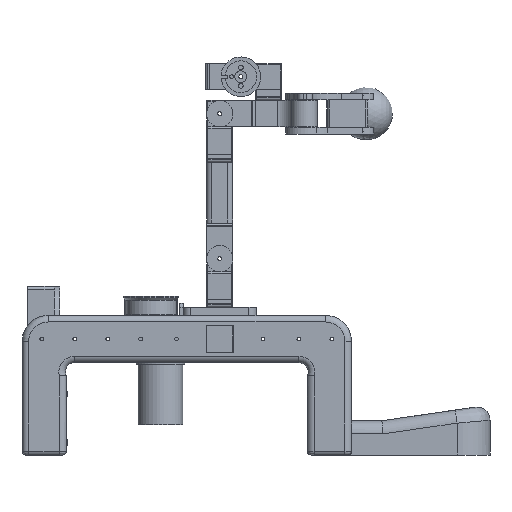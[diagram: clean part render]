
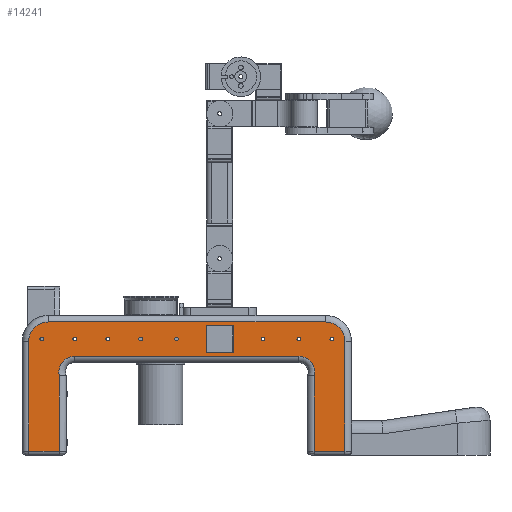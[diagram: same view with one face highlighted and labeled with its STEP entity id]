
A CAD part, front view. The second image highlights one B-rep face of the part: STEP entity #14241.
In plain terms, the highlighted planar face has unit normal (0, -1, 0).
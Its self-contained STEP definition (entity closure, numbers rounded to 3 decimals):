
#294=FACE_BOUND('',#2877,.T.);
#295=FACE_BOUND('',#2878,.T.);
#296=FACE_BOUND('',#2879,.T.);
#297=FACE_BOUND('',#2880,.T.);
#298=FACE_BOUND('',#2881,.T.);
#299=FACE_BOUND('',#2882,.T.);
#300=FACE_BOUND('',#2883,.T.);
#301=FACE_BOUND('',#2884,.T.);
#302=FACE_BOUND('',#2885,.T.);
#622=CIRCLE('',#15171,1.4);
#624=CIRCLE('',#15174,1.4);
#626=CIRCLE('',#15177,1.4);
#628=CIRCLE('',#15180,1.4);
#630=CIRCLE('',#15183,1.4);
#642=CIRCLE('',#15197,1.4);
#643=CIRCLE('',#15199,1.4);
#644=CIRCLE('',#15201,1.4);
#658=CIRCLE('',#15224,12.);
#659=CIRCLE('',#15225,12.);
#660=CIRCLE('',#15226,15.);
#661=CIRCLE('',#15227,15.);
#1995=FACE_OUTER_BOUND('',#2876,.T.);
#2876=EDGE_LOOP('',(#9819,#9820,#9821,#9822,#9823,#9824,#9825,#9826,#9827,
#9828,#9829,#9830));
#2877=EDGE_LOOP('',(#9831));
#2878=EDGE_LOOP('',(#9832));
#2879=EDGE_LOOP('',(#9833));
#2880=EDGE_LOOP('',(#9834));
#2881=EDGE_LOOP('',(#9835));
#2882=EDGE_LOOP('',(#9836));
#2883=EDGE_LOOP('',(#9837));
#2884=EDGE_LOOP('',(#9838));
#2885=EDGE_LOOP('',(#9839,#9840,#9841,#9842));
#4081=LINE('',#21680,#5191);
#4087=LINE('',#21726,#5197);
#4092=LINE('',#21823,#5202);
#4093=LINE('',#21851,#5203);
#4094=LINE('',#21855,#5204);
#4095=LINE('',#21858,#5205);
#4096=LINE('',#21862,#5206);
#4097=LINE('',#21865,#5207);
#4098=LINE('',#21868,#5208);
#4099=LINE('',#21870,#5209);
#4100=LINE('',#21872,#5210);
#4101=LINE('',#21873,#5211);
#5191=VECTOR('',#17031,10.);
#5197=VECTOR('',#17063,10.);
#5202=VECTOR('',#17074,10.);
#5203=VECTOR('',#17077,10.);
#5204=VECTOR('',#17080,10.);
#5205=VECTOR('',#17083,10.);
#5206=VECTOR('',#17086,10.);
#5207=VECTOR('',#17089,10.);
#5208=VECTOR('',#17090,10.);
#5209=VECTOR('',#17091,10.);
#5210=VECTOR('',#17092,10.);
#5211=VECTOR('',#17093,10.);
#6275=VERTEX_POINT('',#21531);
#6277=VERTEX_POINT('',#21537);
#6279=VERTEX_POINT('',#21543);
#6281=VERTEX_POINT('',#21549);
#6283=VERTEX_POINT('',#21555);
#6307=VERTEX_POINT('',#21606);
#6308=VERTEX_POINT('',#21610);
#6309=VERTEX_POINT('',#21614);
#6312=VERTEX_POINT('',#21658);
#6314=VERTEX_POINT('',#21676);
#6321=VERTEX_POINT('',#21716);
#6323=VERTEX_POINT('',#21722);
#6328=VERTEX_POINT('',#21822);
#6329=VERTEX_POINT('',#21850);
#6330=VERTEX_POINT('',#21852);
#6331=VERTEX_POINT('',#21854);
#6332=VERTEX_POINT('',#21857);
#6333=VERTEX_POINT('',#21859);
#6334=VERTEX_POINT('',#21861);
#6335=VERTEX_POINT('',#21863);
#6336=VERTEX_POINT('',#21866);
#6337=VERTEX_POINT('',#21867);
#6338=VERTEX_POINT('',#21869);
#6339=VERTEX_POINT('',#21871);
#7593=EDGE_CURVE('',#6275,#6275,#622,.T.);
#7596=EDGE_CURVE('',#6277,#6277,#624,.T.);
#7599=EDGE_CURVE('',#6279,#6279,#626,.T.);
#7602=EDGE_CURVE('',#6281,#6281,#628,.T.);
#7605=EDGE_CURVE('',#6283,#6283,#630,.T.);
#7630=EDGE_CURVE('',#6307,#6307,#642,.T.);
#7632=EDGE_CURVE('',#6308,#6308,#643,.T.);
#7634=EDGE_CURVE('',#6309,#6309,#644,.T.);
#7643=EDGE_CURVE('',#6312,#6314,#4081,.T.);
#7658=EDGE_CURVE('',#6321,#6323,#4087,.T.);
#7666=EDGE_CURVE('',#6328,#6323,#4092,.T.);
#7668=EDGE_CURVE('',#6329,#6312,#4093,.T.);
#7669=EDGE_CURVE('',#6330,#6329,#658,.T.);
#7670=EDGE_CURVE('',#6331,#6330,#4094,.T.);
#7671=EDGE_CURVE('',#6328,#6331,#659,.T.);
#7672=EDGE_CURVE('',#6332,#6321,#4095,.T.);
#7673=EDGE_CURVE('',#6333,#6332,#660,.T.);
#7674=EDGE_CURVE('',#6334,#6333,#4096,.T.);
#7675=EDGE_CURVE('',#6335,#6334,#661,.T.);
#7676=EDGE_CURVE('',#6314,#6335,#4097,.T.);
#7677=EDGE_CURVE('',#6336,#6337,#4098,.F.);
#7678=EDGE_CURVE('',#6337,#6338,#4099,.F.);
#7679=EDGE_CURVE('',#6338,#6339,#4100,.F.);
#7680=EDGE_CURVE('',#6339,#6336,#4101,.F.);
#9819=ORIENTED_EDGE('',*,*,#7643,.F.);
#9820=ORIENTED_EDGE('',*,*,#7668,.F.);
#9821=ORIENTED_EDGE('',*,*,#7669,.F.);
#9822=ORIENTED_EDGE('',*,*,#7670,.F.);
#9823=ORIENTED_EDGE('',*,*,#7671,.F.);
#9824=ORIENTED_EDGE('',*,*,#7666,.T.);
#9825=ORIENTED_EDGE('',*,*,#7658,.F.);
#9826=ORIENTED_EDGE('',*,*,#7672,.F.);
#9827=ORIENTED_EDGE('',*,*,#7673,.F.);
#9828=ORIENTED_EDGE('',*,*,#7674,.F.);
#9829=ORIENTED_EDGE('',*,*,#7675,.F.);
#9830=ORIENTED_EDGE('',*,*,#7676,.F.);
#9831=ORIENTED_EDGE('',*,*,#7593,.T.);
#9832=ORIENTED_EDGE('',*,*,#7596,.T.);
#9833=ORIENTED_EDGE('',*,*,#7599,.T.);
#9834=ORIENTED_EDGE('',*,*,#7602,.T.);
#9835=ORIENTED_EDGE('',*,*,#7605,.T.);
#9836=ORIENTED_EDGE('',*,*,#7630,.T.);
#9837=ORIENTED_EDGE('',*,*,#7632,.T.);
#9838=ORIENTED_EDGE('',*,*,#7634,.T.);
#9839=ORIENTED_EDGE('',*,*,#7677,.T.);
#9840=ORIENTED_EDGE('',*,*,#7678,.T.);
#9841=ORIENTED_EDGE('',*,*,#7679,.T.);
#9842=ORIENTED_EDGE('',*,*,#7680,.T.);
#13891=PLANE('',#15223);
#14241=ADVANCED_FACE('',(#1995,#294,#295,#296,#297,#298,#299,#300,#301,
#302),#13891,.T.);
#15171=AXIS2_PLACEMENT_3D('',#21533,#16937,#16938);
#15174=AXIS2_PLACEMENT_3D('',#21539,#16944,#16945);
#15177=AXIS2_PLACEMENT_3D('',#21545,#16951,#16952);
#15180=AXIS2_PLACEMENT_3D('',#21551,#16958,#16959);
#15183=AXIS2_PLACEMENT_3D('',#21557,#16965,#16966);
#15197=AXIS2_PLACEMENT_3D('',#21608,#17006,#17007);
#15199=AXIS2_PLACEMENT_3D('',#21612,#17011,#17012);
#15201=AXIS2_PLACEMENT_3D('',#21616,#17016,#17017);
#15223=AXIS2_PLACEMENT_3D('',#21849,#17075,#17076);
#15224=AXIS2_PLACEMENT_3D('',#21853,#17078,#17079);
#15225=AXIS2_PLACEMENT_3D('',#21856,#17081,#17082);
#15226=AXIS2_PLACEMENT_3D('',#21860,#17084,#17085);
#15227=AXIS2_PLACEMENT_3D('',#21864,#17087,#17088);
#16937=DIRECTION('center_axis',(0.,1.,0.));
#16938=DIRECTION('ref_axis',(-1.,0.,0.));
#16944=DIRECTION('center_axis',(0.,1.,0.));
#16945=DIRECTION('ref_axis',(-1.,0.,0.));
#16951=DIRECTION('center_axis',(0.,1.,0.));
#16952=DIRECTION('ref_axis',(-1.,0.,0.));
#16958=DIRECTION('center_axis',(0.,1.,0.));
#16959=DIRECTION('ref_axis',(-1.,0.,0.));
#16965=DIRECTION('center_axis',(0.,1.,0.));
#16966=DIRECTION('ref_axis',(-1.,0.,0.));
#17006=DIRECTION('center_axis',(0.,1.,0.));
#17007=DIRECTION('ref_axis',(-1.,0.,0.));
#17011=DIRECTION('center_axis',(0.,1.,0.));
#17012=DIRECTION('ref_axis',(-1.,0.,0.));
#17016=DIRECTION('center_axis',(0.,1.,0.));
#17017=DIRECTION('ref_axis',(-1.,0.,0.));
#17031=DIRECTION('',(-1.,0.,0.));
#17063=DIRECTION('',(-1.,0.,0.));
#17074=DIRECTION('',(0.,0.,-1.));
#17075=DIRECTION('center_axis',(0.,-1.,0.));
#17076=DIRECTION('ref_axis',(1.,0.,0.));
#17077=DIRECTION('',(0.,0.,-1.));
#17078=DIRECTION('center_axis',(0.,-1.,0.));
#17079=DIRECTION('ref_axis',(-0.845,0.,0.535));
#17080=DIRECTION('',(-1.,0.,0.));
#17081=DIRECTION('center_axis',(0.,-1.,0.));
#17082=DIRECTION('ref_axis',(0.845,0.,0.535));
#17083=DIRECTION('',(0.,0.,-1.));
#17084=DIRECTION('center_axis',(0.,1.,0.));
#17085=DIRECTION('ref_axis',(0.707,0.,0.707));
#17086=DIRECTION('',(1.,0.,0.));
#17087=DIRECTION('center_axis',(0.,1.,0.));
#17088=DIRECTION('ref_axis',(-0.707,0.,0.707));
#17089=DIRECTION('',(0.,0.,1.));
#17090=DIRECTION('',(0.,0.,-1.));
#17091=DIRECTION('',(-1.,0.,0.));
#17092=DIRECTION('',(0.,0.,1.));
#17093=DIRECTION('',(1.,0.,0.));
#21531=CARTESIAN_POINT('',(-83.6,-330.,0.));
#21533=CARTESIAN_POINT('Origin',(-85.,-330.,0.));
#21537=CARTESIAN_POINT('',(-58.6,-330.,0.));
#21539=CARTESIAN_POINT('Origin',(-60.,-330.,0.));
#21543=CARTESIAN_POINT('',(-108.6,-330.,0.));
#21545=CARTESIAN_POINT('Origin',(-110.,-330.,0.));
#21549=CARTESIAN_POINT('',(-31.389,-330.,0.));
#21551=CARTESIAN_POINT('Origin',(-32.789,-330.,0.));
#21555=CARTESIAN_POINT('',(-133.6,-330.,0.));
#21557=CARTESIAN_POINT('Origin',(-135.,-330.,0.));
#21606=CARTESIAN_POINT('',(34.189,-330.,0.));
#21608=CARTESIAN_POINT('Origin',(32.789,-330.,0.));
#21610=CARTESIAN_POINT('',(86.4,-330.,0.));
#21612=CARTESIAN_POINT('Origin',(85.,-330.,0.));
#21614=CARTESIAN_POINT('',(61.4,-330.,0.));
#21616=CARTESIAN_POINT('Origin',(60.,-330.,0.));
#21658=CARTESIAN_POINT('',(-121.619,-330.,-85.));
#21676=CARTESIAN_POINT('',(-145.,-330.,-85.));
#21680=CARTESIAN_POINT('',(50.,-330.,-85.));
#21716=CARTESIAN_POINT('',(95.,-330.,-85.));
#21722=CARTESIAN_POINT('',(71.619,-330.,-85.));
#21726=CARTESIAN_POINT('',(50.,-330.,-85.));
#21822=CARTESIAN_POINT('',(71.619,-330.,-28.));
#21823=CARTESIAN_POINT('',(71.619,-330.,-28.));
#21849=CARTESIAN_POINT('Origin',(0.,-330.,0.));
#21850=CARTESIAN_POINT('',(-121.619,-330.,-28.));
#21851=CARTESIAN_POINT('',(-121.619,-330.,-28.));
#21852=CARTESIAN_POINT('',(-110.,-330.,-13.));
#21853=CARTESIAN_POINT('Origin',(-110.,-330.,-25.));
#21854=CARTESIAN_POINT('',(60.,-330.,-13.));
#21855=CARTESIAN_POINT('',(50.,-330.,-13.));
#21856=CARTESIAN_POINT('Origin',(60.,-330.,-25.));
#21857=CARTESIAN_POINT('',(95.,-330.,-2.));
#21858=CARTESIAN_POINT('',(95.,-330.,7.5));
#21859=CARTESIAN_POINT('',(80.,-330.,13.));
#21860=CARTESIAN_POINT('Origin',(80.,-330.,-2.));
#21861=CARTESIAN_POINT('',(-130.,-330.,13.));
#21862=CARTESIAN_POINT('',(-50.,-330.,13.));
#21863=CARTESIAN_POINT('',(-145.,-330.,-2.));
#21864=CARTESIAN_POINT('Origin',(-130.,-330.,-2.));
#21865=CARTESIAN_POINT('',(-145.,-330.,-7.5));
#21866=CARTESIAN_POINT('',(-10.35,-330.,-10.35));
#21867=CARTESIAN_POINT('',(-10.35,-330.,10.35));
#21868=CARTESIAN_POINT('',(-10.35,-330.,5.));
#21869=CARTESIAN_POINT('',(10.35,-330.,10.35));
#21870=CARTESIAN_POINT('',(5.,-330.,10.35));
#21871=CARTESIAN_POINT('',(10.35,-330.,-10.35));
#21872=CARTESIAN_POINT('',(10.35,-330.,-5.));
#21873=CARTESIAN_POINT('',(-5.,-330.,-10.35));
